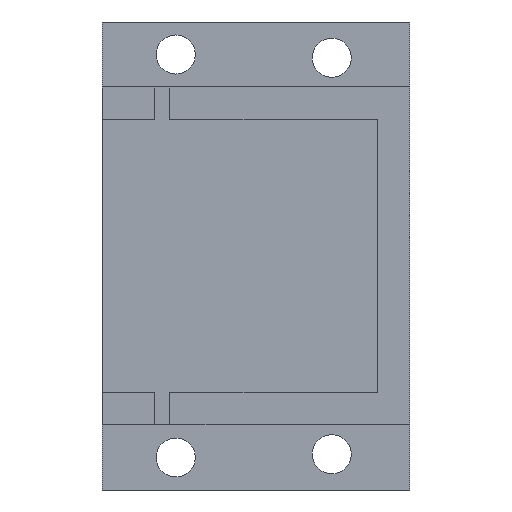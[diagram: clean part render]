
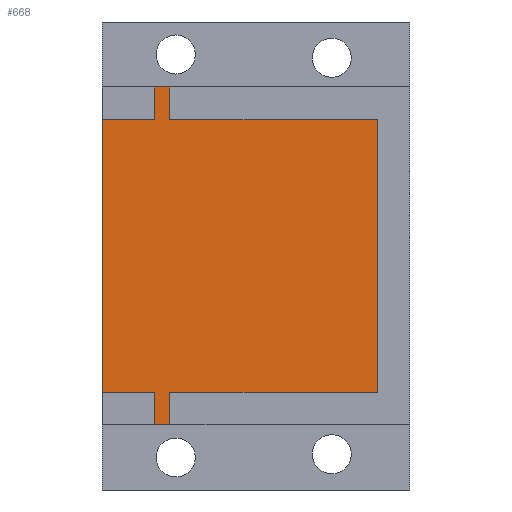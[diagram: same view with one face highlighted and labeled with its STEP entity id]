
A CAD part, front view. The second image highlights one B-rep face of the part: STEP entity #668.
In plain terms, the highlighted planar face has unit normal (0, -1, 0).
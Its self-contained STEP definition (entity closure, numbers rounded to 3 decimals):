
#257 = VERTEX_POINT('',#258);
#258 = CARTESIAN_POINT('',(-50.,-8.,-21.));
#264 = EDGE_CURVE('',#257,#265,#267,.T.);
#265 = VERTEX_POINT('',#266);
#266 = CARTESIAN_POINT('',(-50.,-8.,21.));
#267 = LINE('',#268,#269);
#268 = CARTESIAN_POINT('',(-50.,-8.,-14.5));
#269 = VECTOR('',#270,1.);
#270 = DIRECTION('',(0.,0.,1.));
#493 = VERTEX_POINT('',#494);
#494 = CARTESIAN_POINT('',(-42.,-8.,-26.));
#500 = EDGE_CURVE('',#501,#493,#503,.T.);
#501 = VERTEX_POINT('',#502);
#502 = CARTESIAN_POINT('',(-39.6,-8.,-26.));
#503 = LINE('',#504,#505);
#504 = CARTESIAN_POINT('',(-40.378,-8.,-26.));
#505 = VECTOR('',#506,1.);
#506 = DIRECTION('',(-1.,0.,0.));
#558 = VERTEX_POINT('',#559);
#559 = CARTESIAN_POINT('',(-42.,-8.,26.));
#565 = EDGE_CURVE('',#566,#558,#568,.T.);
#566 = VERTEX_POINT('',#567);
#567 = CARTESIAN_POINT('',(-39.6,-8.,26.));
#568 = LINE('',#569,#570);
#569 = CARTESIAN_POINT('',(-40.378,-8.,26.));
#570 = VECTOR('',#571,1.);
#571 = DIRECTION('',(-1.,0.,0.));
#651 = VERTEX_POINT('',#652);
#652 = CARTESIAN_POINT('',(-42.,-8.,-21.));
#658 = EDGE_CURVE('',#651,#257,#659,.T.);
#659 = LINE('',#660,#661);
#660 = CARTESIAN_POINT('',(50.,-8.,-21.));
#661 = VECTOR('',#662,1.);
#662 = DIRECTION('',(-1.,0.,0.));
#668 = ADVANCED_FACE('',(#669),#733,.T.);
#669 = FACE_BOUND('',#670,.T.);
#670 = EDGE_LOOP('',(#671,#681,#689,#695,#696,#704,#710,#711,#712,#718,
    #719,#727));
#671 = ORIENTED_EDGE('',*,*,#672,.F.);
#672 = EDGE_CURVE('',#673,#675,#677,.T.);
#673 = VERTEX_POINT('',#674);
#674 = CARTESIAN_POINT('',(-7.7,-8.,21.));
#675 = VERTEX_POINT('',#676);
#676 = CARTESIAN_POINT('',(-7.7,-8.,-21.));
#677 = LINE('',#678,#679);
#678 = CARTESIAN_POINT('',(-7.7,-8.,21.));
#679 = VECTOR('',#680,1.);
#680 = DIRECTION('',(0.,0.,-1.));
#681 = ORIENTED_EDGE('',*,*,#682,.T.);
#682 = EDGE_CURVE('',#673,#683,#685,.T.);
#683 = VERTEX_POINT('',#684);
#684 = CARTESIAN_POINT('',(-39.6,-8.,21.));
#685 = LINE('',#686,#687);
#686 = CARTESIAN_POINT('',(50.,-8.,21.));
#687 = VECTOR('',#688,1.);
#688 = DIRECTION('',(-1.,0.,0.));
#689 = ORIENTED_EDGE('',*,*,#690,.T.);
#690 = EDGE_CURVE('',#683,#566,#691,.T.);
#691 = LINE('',#692,#693);
#692 = CARTESIAN_POINT('',(-39.6,-8.,21.));
#693 = VECTOR('',#694,1.);
#694 = DIRECTION('',(0.,0.,1.));
#695 = ORIENTED_EDGE('',*,*,#565,.T.);
#696 = ORIENTED_EDGE('',*,*,#697,.F.);
#697 = EDGE_CURVE('',#698,#558,#700,.T.);
#698 = VERTEX_POINT('',#699);
#699 = CARTESIAN_POINT('',(-42.,-8.,21.));
#700 = LINE('',#701,#702);
#701 = CARTESIAN_POINT('',(-42.,-8.,21.));
#702 = VECTOR('',#703,1.);
#703 = DIRECTION('',(0.,0.,1.));
#704 = ORIENTED_EDGE('',*,*,#705,.T.);
#705 = EDGE_CURVE('',#698,#265,#706,.T.);
#706 = LINE('',#707,#708);
#707 = CARTESIAN_POINT('',(50.,-8.,21.));
#708 = VECTOR('',#709,1.);
#709 = DIRECTION('',(-1.,0.,0.));
#710 = ORIENTED_EDGE('',*,*,#264,.F.);
#711 = ORIENTED_EDGE('',*,*,#658,.F.);
#712 = ORIENTED_EDGE('',*,*,#713,.T.);
#713 = EDGE_CURVE('',#651,#493,#714,.T.);
#714 = LINE('',#715,#716);
#715 = CARTESIAN_POINT('',(-42.,-8.,-21.));
#716 = VECTOR('',#717,1.);
#717 = DIRECTION('',(0.,0.,-1.));
#718 = ORIENTED_EDGE('',*,*,#500,.F.);
#719 = ORIENTED_EDGE('',*,*,#720,.F.);
#720 = EDGE_CURVE('',#721,#501,#723,.T.);
#721 = VERTEX_POINT('',#722);
#722 = CARTESIAN_POINT('',(-39.6,-8.,-21.));
#723 = LINE('',#724,#725);
#724 = CARTESIAN_POINT('',(-39.6,-8.,-21.));
#725 = VECTOR('',#726,1.);
#726 = DIRECTION('',(0.,0.,-1.));
#727 = ORIENTED_EDGE('',*,*,#728,.F.);
#728 = EDGE_CURVE('',#675,#721,#729,.T.);
#729 = LINE('',#730,#731);
#730 = CARTESIAN_POINT('',(50.,-8.,-21.));
#731 = VECTOR('',#732,1.);
#732 = DIRECTION('',(-1.,0.,0.));
#733 = PLANE('',#734);
#734 = AXIS2_PLACEMENT_3D('',#735,#736,#737);
#735 = CARTESIAN_POINT('',(-30.756,-8.,0.));
#736 = DIRECTION('',(0.,-1.,0.));
#737 = DIRECTION('',(0.,0.,1.));
